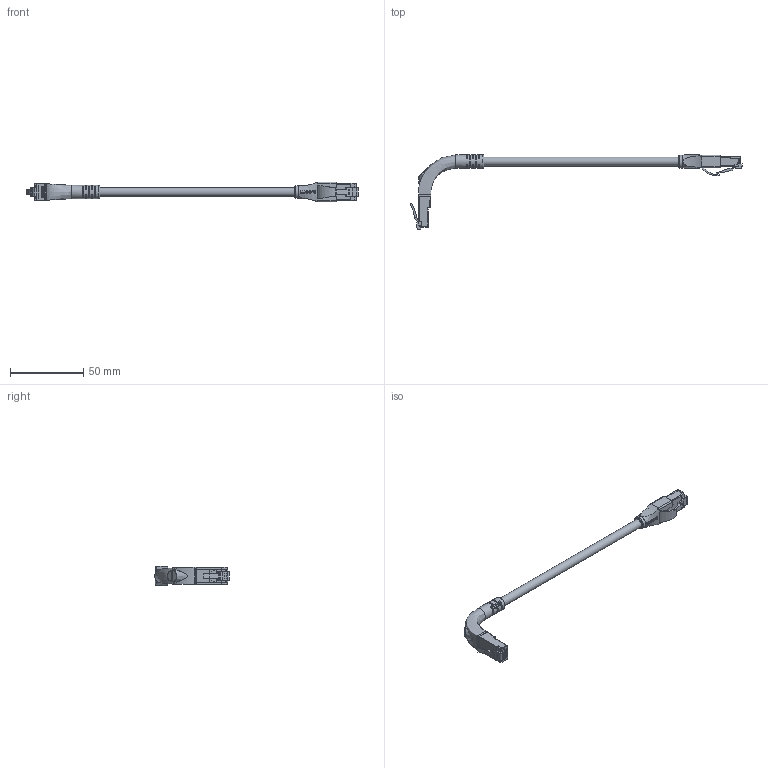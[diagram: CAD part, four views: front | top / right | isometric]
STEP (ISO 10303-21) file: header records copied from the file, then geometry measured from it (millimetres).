
FILE_DESCRIPTION (( 'STEP AP214' ), '1' );
FILE_NAME ('TRD815SRA15.STEP', '2018-04-03T20:54:10', ( '' ), ( '' ), 'SwSTEP 2.0', 'SolidWorks 2017', '' );
FILE_SCHEMA (( 'AUTOMOTIVE_DESIGN' ));
Length unit declared in the file: inch
Products named in the file (23): 1AD03-025-MA3___; 1AD03-025-MA1___; 1AD03-013_1AY01-034 Assy_New Logo (entry size not shown); 1AG01-189; 1AY01-034_NEW LOGO, entry size not shown; MTN-842; RA-RJ45-MA2_6" long; 1AD03-013_crimped; TDS8PC5-MA3; TRD815SRA15; 1AD03-013-MA4_crimped strain relief; 1AD03-013-MA1; 1AD03-013-MA2; 1AD03-013-MA3; MTN-842_UP; TRDRA15 TWISTED PAIR_PAIR SIDE; TRDRA15 TWISTED PAIR_PAIR BOTTOM; TRDRA15 TWISTED PAIR_PAIR TOP; 1AG01-190; 1AD03-025___; 1AD03-025-MA5___; 1AD03-025-MA4___; 1AD03-025-MA2___
Assembly tree (36 placements, depth 4):
  TRD815SRA15
    RA-RJ45-MA2_6" long
    MTN-842_UP
      MTN-842
      1AG01-189
      1AD03-025___
        1AD03-025-MA1___
        1AD03-025-MA3___  x4
        1AD03-025-MA2___
        1AD03-025-MA4___  x4
        1AD03-025-MA5___
      1AG01-190
      TRDRA15 TWISTED PAIR_PAIR TOP
      TRDRA15 TWISTED PAIR_PAIR BOTTOM
      TRDRA15 TWISTED PAIR_PAIR SIDE  x2
    1AD03-013_1AY01-034 Assy_New Logo (entry size not shown)
      1AD03-013_crimped
        1AD03-013-MA3
        1AD03-013-MA2
        1AD03-013-MA1
        1AD03-013-MA4_crimped strain relief
        TDS8PC5-MA3  x8
      1AY01-034_NEW LOGO, entry size not shown
Bounding box: 227.19 x 50.77 x 13.67 mm (x, y, z)
Volume: 8629.8 mm3; surface area: 19457.1 mm2
Topology: 36 solids, 36 shells, 1917 faces, 5310 edges, 3412 vertices
Faces by surface type: plane 1424, cylinder 342, bspline 112, sphere 16, torus 14, cone 9
Full cylindrical faces by diameter (mm): 1 x8, 1.02 x4, 1.1 x8, 1.15 x1, 1.2 x1, 1.321 x2, 5.334 x1, 5.486 x1, 5.588 x1, 6.096 x1, 6.35 x1, 6.502 x1, 8.738 x1, 9.144 x1
Entity records: 50900 total; most frequent: CARTESIAN_POINT 15473, ORIENTED_EDGE 7562, DIRECTION 6405, EDGE_CURVE 3781, LINE 2775, VECTOR 2775, VERTEX_POINT 2443, AXIS2_PLACEMENT_3D 1815
